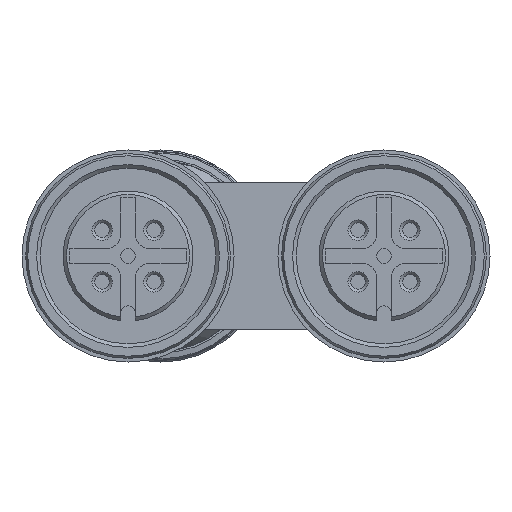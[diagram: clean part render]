
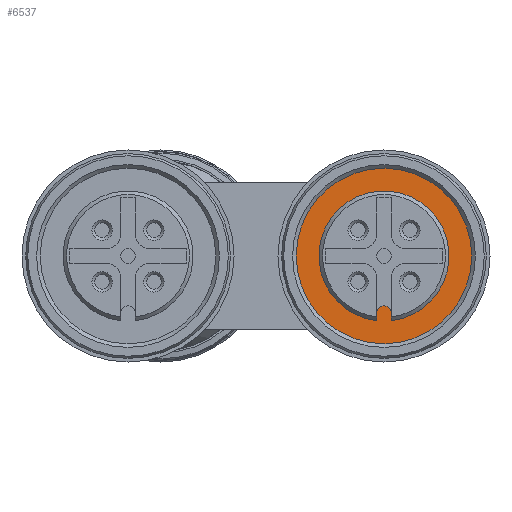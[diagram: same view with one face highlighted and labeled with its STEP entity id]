
A CAD part, left-side view. The second image highlights one B-rep face of the part: STEP entity #6537.
In plain terms, the highlighted planar face has unit normal (-1, 0, 0).
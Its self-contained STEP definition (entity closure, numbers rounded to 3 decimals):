
#105=LINE('',#9846,#572);
#113=LINE('',#9876,#580);
#572=VECTOR('',#7834,0.522);
#580=VECTOR('',#7860,0.522);
#1040=FACE_BOUND('',#1857,.T.);
#1415=FACE_OUTER_BOUND('',#1856,.T.);
#1856=EDGE_LOOP('',(#4360));
#1857=EDGE_LOOP('',(#4361,#4362,#4363,#4364));
#2456=CIRCLE('',#6979,0.5);
#2458=CIRCLE('',#6982,4.45);
#2466=CIRCLE('',#7008,6.);
#2812=VERTEX_POINT('',#9821);
#2813=VERTEX_POINT('',#9823);
#2814=VERTEX_POINT('',#9827);
#2817=VERTEX_POINT('',#9832);
#2832=VERTEX_POINT('',#9904);
#3422=EDGE_CURVE('',#2813,#2812,#2456,.T.);
#3427=EDGE_CURVE('',#2814,#2817,#2458,.T.);
#3432=EDGE_CURVE('',#2812,#2814,#105,.T.);
#3447=EDGE_CURVE('',#2817,#2813,#113,.T.);
#3461=EDGE_CURVE('',#2832,#2832,#2466,.T.);
#4360=ORIENTED_EDGE('',*,*,#3461,.F.);
#4361=ORIENTED_EDGE('',*,*,#3427,.T.);
#4362=ORIENTED_EDGE('',*,*,#3447,.T.);
#4363=ORIENTED_EDGE('',*,*,#3422,.T.);
#4364=ORIENTED_EDGE('',*,*,#3432,.T.);
#5871=PLANE('',#7007);
#6537=ADVANCED_FACE('',(#1415,#1040),#5871,.T.);
#6979=AXIS2_PLACEMENT_3D('',#9824,#7817,#7818);
#6982=AXIS2_PLACEMENT_3D('',#9834,#7826,#7827);
#7007=AXIS2_PLACEMENT_3D('',#9903,#7900,#7901);
#7008=AXIS2_PLACEMENT_3D('',#9905,#7902,#7903);
#7817=DIRECTION('center_axis',(-1.,0.,0.));
#7818=DIRECTION('ref_axis',(0.,-1.,0.));
#7826=DIRECTION('center_axis',(1.,0.,0.));
#7827=DIRECTION('ref_axis',(0.,0.,
1.));
#7834=DIRECTION('',(0.,0.,-1.));
#7860=DIRECTION('',(0.,0.,1.));
#7900=DIRECTION('center_axis',(-1.,0.,0.));
#7901=DIRECTION('ref_axis',(0.,0.,-1.));
#7902=DIRECTION('center_axis',(1.,0.,0.));
#7903=DIRECTION('ref_axis',(0.,0.,
1.));
#9821=CARTESIAN_POINT('',(-78.1,1.167,1.1));
#9823=CARTESIAN_POINT('',(-78.1,0.167,1.1));
#9824=CARTESIAN_POINT('Origin',(-78.1,0.667,1.1));
#9827=CARTESIAN_POINT('',(-78.1,1.167,0.578));
#9832=CARTESIAN_POINT('',(-78.1,0.167,0.578));
#9834=CARTESIAN_POINT('Origin',(-78.1,0.667,5.));
#9846=CARTESIAN_POINT('',(-78.1,1.167,1.1));
#9876=CARTESIAN_POINT('',(-78.1,0.167,0.528));
#9903=CARTESIAN_POINT('Origin',(-78.1,0.667,10.225));
#9904=CARTESIAN_POINT('',(-78.1,0.667,11.));
#9905=CARTESIAN_POINT('Origin',(-78.1,0.667,5.));
